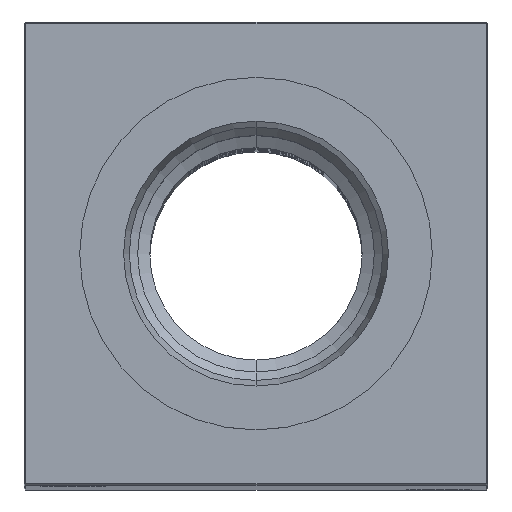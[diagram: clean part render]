
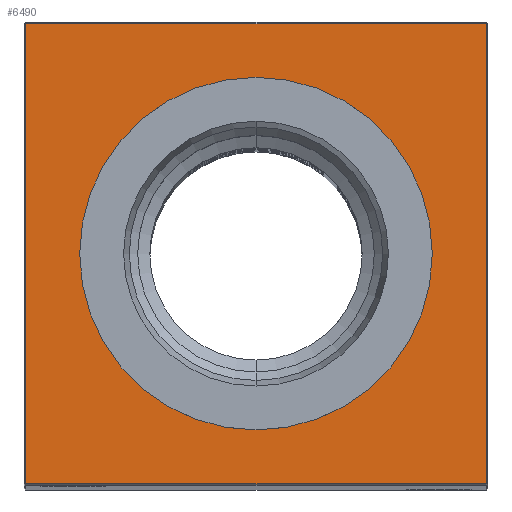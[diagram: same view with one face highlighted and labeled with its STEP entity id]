
A CAD part, top view. The second image highlights one B-rep face of the part: STEP entity #6490.
In plain terms, the highlighted planar face has unit normal (0, 0, 1).
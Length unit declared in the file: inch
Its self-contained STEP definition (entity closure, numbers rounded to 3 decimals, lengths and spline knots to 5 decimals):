
#642 = CARTESIAN_POINT ( 'NONE',  ( 0., 1.14173, 17.5 ) ) ;
#1867 = VERTEX_POINT ( 'NONE', #16162 ) ;
#1868 = ORIENTED_EDGE ( 'NONE', *, *, #14023, .T. ) ;
#2862 = DIRECTION ( 'NONE',  ( 0., 0., -1. ) ) ;
#3897 = VERTEX_POINT ( 'NONE', #24501 ) ;
#4694 = CIRCLE ( 'NONE', #25535, 1.14173 ) ;
#5739 = PLANE ( 'NONE',  #8606 ) ;
#5745 = DIRECTION ( 'NONE',  ( 0., -1., 0. ) ) ;
#5931 = EDGE_CURVE ( 'NONE', #1867, #3897, #7866, .T. ) ;
#6321 = EDGE_LOOP ( 'NONE', ( #29946, #12100 ) ) ;
#6490 = ADVANCED_FACE ( 'NONE', ( #7421, #12265 ), #5739, .F. ) ;
#7421 = FACE_OUTER_BOUND ( 'NONE', #25937, .T. ) ;
#7866 = LINE ( 'NONE', #17114, #22596 ) ;
#8401 = VERTEX_POINT ( 'NONE', #28868 ) ;
#8606 = AXIS2_PLACEMENT_3D ( 'NONE', #10294, #12125, #12561 ) ;
#10232 = EDGE_CURVE ( 'NONE', #16363, #8401, #17972, .T. ) ;
#10294 = CARTESIAN_POINT ( 'NONE',  ( 0., 0., 17.5 ) ) ;
#12100 = ORIENTED_EDGE ( 'NONE', *, *, #23208, .T. ) ;
#12125 = DIRECTION ( 'NONE',  ( 0., 0., -1. ) ) ;
#12265 = FACE_BOUND ( 'NONE', #6321, .T. ) ;
#12561 = DIRECTION ( 'NONE',  ( -1., 0., 0. ) ) ;
#12890 = VERTEX_POINT ( 'NONE', #15821 ) ;
#13132 = ORIENTED_EDGE ( 'NONE', *, *, #5931, .T. ) ;
#13271 = DIRECTION ( 'NONE',  ( -1., 0., 0. ) ) ;
#14023 = EDGE_CURVE ( 'NONE', #8401, #1867, #29813, .T. ) ;
#14102 = EDGE_CURVE ( 'NONE', #15611, #12890, #29910, .T. ) ;
#14476 = VECTOR ( 'NONE', #22649, 39.37008 ) ;
#15409 = ORIENTED_EDGE ( 'NONE', *, *, #29769, .T. ) ;
#15611 = VERTEX_POINT ( 'NONE', #642 ) ;
#15821 = CARTESIAN_POINT ( 'NONE',  ( 0., -1.14173, 17.5 ) ) ;
#15849 = CARTESIAN_POINT ( 'NONE',  ( 0., 1.49, 17.5 ) ) ;
#16162 = CARTESIAN_POINT ( 'NONE',  ( -1.49, 1.49, 17.5 ) ) ;
#16289 = CARTESIAN_POINT ( 'NONE',  ( 1.49, 0., 17.5 ) ) ;
#16363 = VERTEX_POINT ( 'NONE', #24261 ) ;
#16513 = DIRECTION ( 'NONE',  ( -1., 0., 0. ) ) ;
#16815 = AXIS2_PLACEMENT_3D ( 'NONE', #27384, #29665, #17976 ) ;
#17114 = CARTESIAN_POINT ( 'NONE',  ( -1.49, 0., 17.5 ) ) ;
#17972 = LINE ( 'NONE', #16289, #19213 ) ;
#17976 = DIRECTION ( 'NONE',  ( -1., 0., 0. ) ) ;
#18563 = LINE ( 'NONE', #18713, #14476 ) ;
#18713 = CARTESIAN_POINT ( 'NONE',  ( 0., -1.49, 17.5 ) ) ;
#19213 = VECTOR ( 'NONE', #20402, 39.37008 ) ;
#19833 = ORIENTED_EDGE ( 'NONE', *, *, #10232, .T. ) ;
#20402 = DIRECTION ( 'NONE',  ( 0., 1., 0. ) ) ;
#21180 = VECTOR ( 'NONE', #13271, 39.37008 ) ;
#22596 = VECTOR ( 'NONE', #5745, 39.37008 ) ;
#22649 = DIRECTION ( 'NONE',  ( 1., 0., 0. ) ) ;
#23208 = EDGE_CURVE ( 'NONE', #12890, #15611, #4694, .T. ) ;
#24261 = CARTESIAN_POINT ( 'NONE',  ( 1.49, -1.49, 17.5 ) ) ;
#24501 = CARTESIAN_POINT ( 'NONE',  ( -1.49, -1.49, 17.5 ) ) ;
#25535 = AXIS2_PLACEMENT_3D ( 'NONE', #25629, #2862, #16513 ) ;
#25629 = CARTESIAN_POINT ( 'NONE',  ( 0., 0., 17.5 ) ) ;
#25937 = EDGE_LOOP ( 'NONE', ( #13132, #15409, #19833, #1868 ) ) ;
#27384 = CARTESIAN_POINT ( 'NONE',  ( 0., 0., 17.5 ) ) ;
#28868 = CARTESIAN_POINT ( 'NONE',  ( 1.49, 1.49, 17.5 ) ) ;
#29665 = DIRECTION ( 'NONE',  ( 0., 0., -1. ) ) ;
#29769 = EDGE_CURVE ( 'NONE', #3897, #16363, #18563, .T. ) ;
#29813 = LINE ( 'NONE', #15849, #21180 ) ;
#29910 = CIRCLE ( 'NONE', #16815, 1.14173 ) ;
#29946 = ORIENTED_EDGE ( 'NONE', *, *, #14102, .T. ) ;
